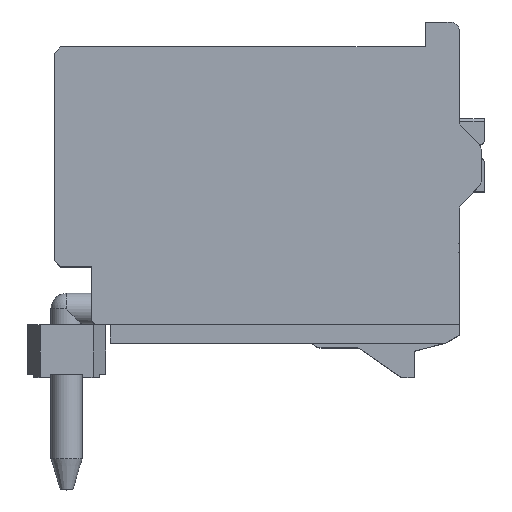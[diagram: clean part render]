
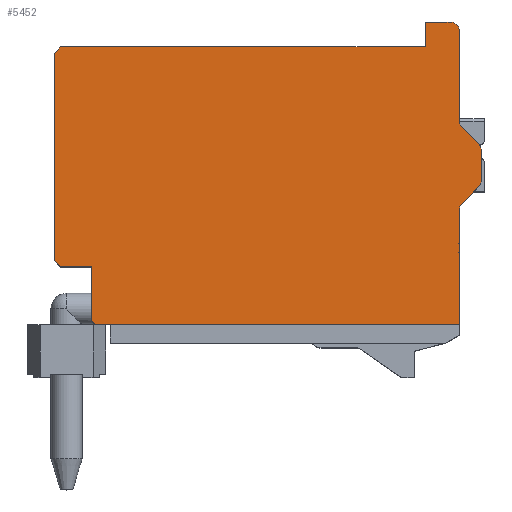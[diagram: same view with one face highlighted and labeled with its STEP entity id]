
A CAD part, top view. The second image highlights one B-rep face of the part: STEP entity #5452.
In plain terms, the highlighted planar face has unit normal (0, 0, 1).
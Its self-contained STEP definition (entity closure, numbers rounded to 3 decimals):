
#125=LINE('',#7328,#577);
#134=LINE('',#7346,#586);
#189=LINE('',#7495,#641);
#215=LINE('',#7585,#667);
#230=LINE('',#7644,#682);
#265=LINE('',#7722,#717);
#266=LINE('',#7723,#718);
#267=LINE('',#7727,#719);
#268=LINE('',#7731,#720);
#269=LINE('',#7736,#721);
#270=LINE('',#7738,#722);
#271=LINE('',#7740,#723);
#272=LINE('',#7742,#724);
#273=LINE('',#7744,#725);
#274=LINE('',#7746,#726);
#275=LINE('',#7748,#727);
#577=VECTOR('',#6133,1000.);
#586=VECTOR('',#6146,1000.);
#641=VECTOR('',#6267,1000.);
#667=VECTOR('',#6343,1000.);
#682=VECTOR('',#6386,1000.);
#717=VECTOR('',#6447,1000.);
#718=VECTOR('',#6448,1000.);
#719=VECTOR('',#6451,1000.);
#720=VECTOR('',#6454,1000.);
#721=VECTOR('',#6459,1000.);
#722=VECTOR('',#6460,1000.);
#723=VECTOR('',#6461,1000.);
#724=VECTOR('',#6462,1000.);
#725=VECTOR('',#6463,1000.);
#726=VECTOR('',#6464,1000.);
#727=VECTOR('',#6465,1000.);
#973=PLANE('',#5738);
#1473=ORIENTED_EDGE('',*,*,#2373,.T.);
#1474=ORIENTED_EDGE('',*,*,#2445,.T.);
#1475=ORIENTED_EDGE('',*,*,#2558,.T.);
#1476=ORIENTED_EDGE('',*,*,#2517,.T.);
#1477=ORIENTED_EDGE('',*,*,#2506,.F.);
#1478=ORIENTED_EDGE('',*,*,#2559,.T.);
#1479=ORIENTED_EDGE('',*,*,#2560,.T.);
#1480=ORIENTED_EDGE('',*,*,#2561,.T.);
#1481=ORIENTED_EDGE('',*,*,#2562,.T.);
#1482=ORIENTED_EDGE('',*,*,#2563,.T.);
#1483=ORIENTED_EDGE('',*,*,#2564,.F.);
#1484=ORIENTED_EDGE('',*,*,#2491,.T.);
#1485=ORIENTED_EDGE('',*,*,#2565,.T.);
#1486=ORIENTED_EDGE('',*,*,#2566,.T.);
#1487=ORIENTED_EDGE('',*,*,#2567,.T.);
#1488=ORIENTED_EDGE('',*,*,#2568,.T.);
#1489=ORIENTED_EDGE('',*,*,#2569,.T.);
#1490=ORIENTED_EDGE('',*,*,#2570,.T.);
#1491=ORIENTED_EDGE('',*,*,#2571,.T.);
#1492=ORIENTED_EDGE('',*,*,#2572,.T.);
#1493=ORIENTED_EDGE('',*,*,#2364,.T.);
#1494=ORIENTED_EDGE('',*,*,#2355,.T.);
#2355=EDGE_CURVE('',#2918,#2917,#3214,.T.);
#2364=EDGE_CURVE('',#2926,#2918,#125,.T.);
#2373=EDGE_CURVE('',#2917,#2932,#134,.T.);
#2445=EDGE_CURVE('',#2932,#2970,#189,.T.);
#2491=EDGE_CURVE('',#3033,#3032,#215,.T.);
#2506=EDGE_CURVE('',#3044,#3041,#3259,.T.);
#2517=EDGE_CURVE('',#3002,#3041,#230,.T.);
#2558=EDGE_CURVE('',#2970,#3002,#265,.T.);
#2559=EDGE_CURVE('',#3044,#3077,#266,.T.);
#2560=EDGE_CURVE('',#3077,#3078,#3267,.T.);
#2561=EDGE_CURVE('',#3078,#3079,#267,.T.);
#2562=EDGE_CURVE('',#3079,#3080,#3268,.T.);
#2563=EDGE_CURVE('',#3080,#3081,#268,.T.);
#2564=EDGE_CURVE('',#3033,#3081,#3269,.T.);
#2565=EDGE_CURVE('',#3032,#3082,#3270,.T.);
#2566=EDGE_CURVE('',#3082,#3083,#269,.T.);
#2567=EDGE_CURVE('',#3083,#3084,#270,.T.);
#2568=EDGE_CURVE('',#3084,#3085,#271,.T.);
#2569=EDGE_CURVE('',#3085,#3086,#272,.T.);
#2570=EDGE_CURVE('',#3086,#3087,#273,.T.);
#2571=EDGE_CURVE('',#3087,#3088,#274,.T.);
#2572=EDGE_CURVE('',#3088,#2926,#275,.T.);
#2917=VERTEX_POINT('',#7308);
#2918=VERTEX_POINT('',#7310);
#2926=VERTEX_POINT('',#7329);
#2932=VERTEX_POINT('',#7345);
#2970=VERTEX_POINT('',#7440);
#3002=VERTEX_POINT('',#7515);
#3032=VERTEX_POINT('',#7584);
#3033=VERTEX_POINT('',#7586);
#3041=VERTEX_POINT('',#7614);
#3044=VERTEX_POINT('',#7623);
#3077=VERTEX_POINT('',#7724);
#3078=VERTEX_POINT('',#7726);
#3079=VERTEX_POINT('',#7728);
#3080=VERTEX_POINT('',#7730);
#3081=VERTEX_POINT('',#7732);
#3082=VERTEX_POINT('',#7735);
#3083=VERTEX_POINT('',#7737);
#3084=VERTEX_POINT('',#7739);
#3085=VERTEX_POINT('',#7741);
#3086=VERTEX_POINT('',#7743);
#3087=VERTEX_POINT('',#7745);
#3088=VERTEX_POINT('',#7747);
#3214=CIRCLE('',#5645,0.2);
#3259=CIRCLE('',#5720,0.3);
#3267=CIRCLE('',#5739,0.3);
#3268=CIRCLE('',#5740,0.3);
#3269=CIRCLE('',#5741,0.3);
#3270=CIRCLE('',#5742,0.3);
#3389=EDGE_LOOP('',(#1473,#1474,#1475,#1476,#1477,#1478,#1479,#1480,#1481,
#1482,#1483,#1484,#1485,#1486,#1487,#1488,#1489,#1490,#1491,#1492,#1493,
#1494));
#3629=FACE_BOUND('',#3389,.T.);
#5452=ADVANCED_FACE('',(#3629),#973,.T.);
#5645=AXIS2_PLACEMENT_3D('',#7309,#6115,#6116);
#5720=AXIS2_PLACEMENT_3D('',#7624,#6366,#6367);
#5738=AXIS2_PLACEMENT_3D('',#7721,#6445,#6446);
#5739=AXIS2_PLACEMENT_3D('',#7725,#6449,#6450);
#5740=AXIS2_PLACEMENT_3D('',#7729,#6452,#6453);
#5741=AXIS2_PLACEMENT_3D('',#7733,#6455,#6456);
#5742=AXIS2_PLACEMENT_3D('',#7734,#6457,#6458);
#6115=DIRECTION('',(0.,0.,1.));
#6116=DIRECTION('',(1.,0.,0.));
#6133=DIRECTION('',(0.,-1.,0.));
#6146=DIRECTION('',(1.,0.,0.));
#6267=DIRECTION('',(0.,1.,0.));
#6343=DIRECTION('',(0.,1.,0.));
#6366=DIRECTION('',(0.,0.,1.));
#6367=DIRECTION('',(1.,0.,0.));
#6386=DIRECTION('',(0.,1.,0.));
#6445=DIRECTION('',(0.,0.,1.));
#6446=DIRECTION('',(1.,0.,0.));
#6447=DIRECTION('',(0.,1.,0.));
#6448=DIRECTION('',(0.707,0.707,0.));
#6449=DIRECTION('',(0.,0.,1.));
#6450=DIRECTION('',(1.,0.,0.));
#6451=DIRECTION('',(0.,1.,0.));
#6452=DIRECTION('',(0.,0.,1.));
#6453=DIRECTION('',(1.,0.,0.));
#6454=DIRECTION('',(-0.707,0.707,0.));
#6455=DIRECTION('',(0.,0.,1.));
#6456=DIRECTION('',(1.,0.,0.));
#6457=DIRECTION('',(0.,0.,1.));
#6458=DIRECTION('',(1.,0.,0.));
#6459=DIRECTION('',(-1.,0.,0.));
#6460=DIRECTION('',(0.,-1.,0.));
#6461=DIRECTION('',(-1.,0.,0.));
#6462=DIRECTION('',(-0.707,-0.707,0.));
#6463=DIRECTION('',(0.,-1.,0.));
#6464=DIRECTION('',(0.707,-0.707,0.));
#6465=DIRECTION('',(1.,0.,0.));
#7308=CARTESIAN_POINT('',(1.,1.7,7.));
#7309=CARTESIAN_POINT('',(1.,1.9,7.));
#7310=CARTESIAN_POINT('',(0.8,1.9,7.));
#7328=CARTESIAN_POINT('',(0.8,3.55,7.));
#7329=CARTESIAN_POINT('',(0.8,3.55,7.));
#7345=CARTESIAN_POINT('',(12.6,1.7,7.));
#7346=CARTESIAN_POINT('',(1.,1.7,7.));
#7440=CARTESIAN_POINT('',(12.6,4.,7.));
#7495=CARTESIAN_POINT('',(12.6,1.36,7.));
#7515=CARTESIAN_POINT('',(12.6,4.3,7.));
#7584=CARTESIAN_POINT('',(12.6,11.1,7.));
#7585=CARTESIAN_POINT('',(12.6,8.224,7.));
#7586=CARTESIAN_POINT('',(12.6,8.224,7.));
#7614=CARTESIAN_POINT('',(12.6,5.376,7.));
#7623=CARTESIAN_POINT('',(12.688,5.588,7.));
#7624=CARTESIAN_POINT('',(12.9,5.376,7.));
#7644=CARTESIAN_POINT('',(12.6,1.36,7.));
#7721=CARTESIAN_POINT('',(1.,1.9,7.));
#7722=CARTESIAN_POINT('',(12.6,1.36,7.));
#7723=CARTESIAN_POINT('',(12.688,5.588,7.));
#7724=CARTESIAN_POINT('',(13.212,6.112,7.));
#7725=CARTESIAN_POINT('',(13.,6.324,7.));
#7726=CARTESIAN_POINT('',(13.3,6.324,7.));
#7727=CARTESIAN_POINT('',(13.3,6.324,7.));
#7728=CARTESIAN_POINT('',(13.3,7.276,7.));
#7729=CARTESIAN_POINT('',(13.,7.276,7.));
#7730=CARTESIAN_POINT('',(13.212,7.488,7.));
#7731=CARTESIAN_POINT('',(13.212,7.488,7.));
#7732=CARTESIAN_POINT('',(12.688,8.012,7.));
#7733=CARTESIAN_POINT('',(12.9,8.224,7.));
#7734=CARTESIAN_POINT('',(12.3,11.1,7.));
#7735=CARTESIAN_POINT('',(12.3,11.4,7.));
#7736=CARTESIAN_POINT('',(12.3,11.4,7.));
#7737=CARTESIAN_POINT('',(11.5,11.4,7.));
#7738=CARTESIAN_POINT('',(11.5,11.4,7.));
#7739=CARTESIAN_POINT('',(11.5,10.6,7.));
#7740=CARTESIAN_POINT('',(11.5,10.6,7.));
#7741=CARTESIAN_POINT('',(-0.2,10.6,7.));
#7742=CARTESIAN_POINT('',(-0.2,10.6,7.));
#7743=CARTESIAN_POINT('',(-0.4,10.4,7.));
#7744=CARTESIAN_POINT('',(-0.4,10.4,7.));
#7745=CARTESIAN_POINT('',(-0.4,3.75,7.));
#7746=CARTESIAN_POINT('',(-0.4,3.75,7.));
#7747=CARTESIAN_POINT('',(-0.2,3.55,7.));
#7748=CARTESIAN_POINT('',(-0.2,3.55,7.));
